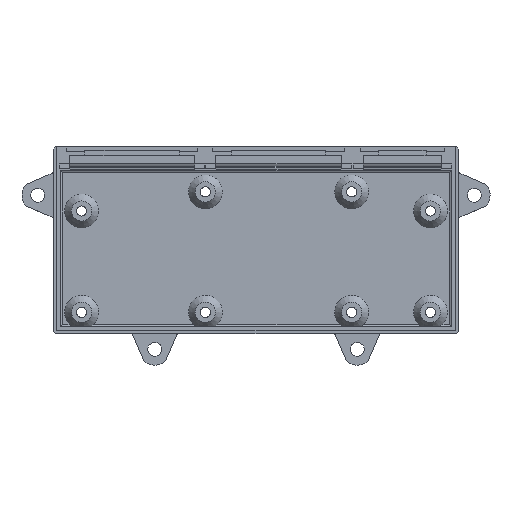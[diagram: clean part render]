
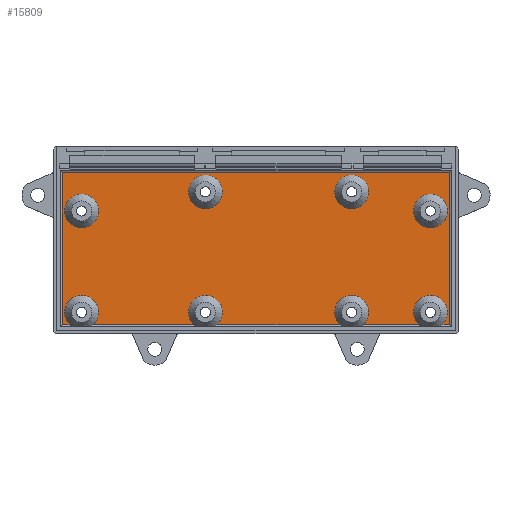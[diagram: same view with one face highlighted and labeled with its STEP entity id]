
A CAD part, top view. The second image highlights one B-rep face of the part: STEP entity #15809.
In plain terms, the highlighted planar face has unit normal (0, 0, 1).
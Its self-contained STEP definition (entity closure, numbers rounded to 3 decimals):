
#1107=FACE_BOUND('',#2785,.T.);
#1108=FACE_BOUND('',#2786,.T.);
#1109=FACE_BOUND('',#2787,.T.);
#1110=FACE_BOUND('',#2788,.T.);
#1155=CIRCLE('',#16379,7.5);
#1157=CIRCLE('',#16382,7.5);
#1158=CIRCLE('',#16383,7.5);
#1159=CIRCLE('',#16384,7.5);
#1160=CIRCLE('',#16385,7.5);
#1161=CIRCLE('',#16386,7.5);
#1162=CIRCLE('',#16387,7.5);
#1163=CIRCLE('',#16388,7.5);
#1164=CIRCLE('',#16389,7.5);
#1165=CIRCLE('',#16390,7.5);
#1166=CIRCLE('',#16391,7.5);
#1167=CIRCLE('',#16392,7.5);
#1876=FACE_OUTER_BOUND('',#2784,.T.);
#2784=EDGE_LOOP('',(#13609,#13610,#13611,#13612,#13613,#13614,#13615,#13616,
#13617,#13618,#13619,#13620,#13621,#13622,#13623,#13624));
#2785=EDGE_LOOP('',(#13625));
#2786=EDGE_LOOP('',(#13626));
#2787=EDGE_LOOP('',(#13627));
#2788=EDGE_LOOP('',(#13628));
#4182=LINE('',#28595,#5756);
#4183=LINE('',#28601,#5757);
#4184=LINE('',#28607,#5758);
#4185=LINE('',#28613,#5759);
#4186=LINE('',#28615,#5760);
#4187=LINE('',#28617,#5761);
#4188=LINE('',#28619,#5762);
#4189=LINE('',#28621,#5763);
#5756=VECTOR('',#18539,1.);
#5757=VECTOR('',#18544,1.);
#5758=VECTOR('',#18549,1.);
#5759=VECTOR('',#18554,1.);
#5760=VECTOR('',#18555,1.);
#5761=VECTOR('',#18556,1.);
#5762=VECTOR('',#18557,1.);
#5763=VECTOR('',#18558,1.);
#7396=VERTEX_POINT('',#28585);
#7398=VERTEX_POINT('',#28591);
#7399=VERTEX_POINT('',#28592);
#7400=VERTEX_POINT('',#28594);
#7401=VERTEX_POINT('',#28596);
#7402=VERTEX_POINT('',#28598);
#7403=VERTEX_POINT('',#28600);
#7404=VERTEX_POINT('',#28602);
#7405=VERTEX_POINT('',#28604);
#7406=VERTEX_POINT('',#28606);
#7407=VERTEX_POINT('',#28608);
#7408=VERTEX_POINT('',#28610);
#7409=VERTEX_POINT('',#28612);
#7410=VERTEX_POINT('',#28614);
#7411=VERTEX_POINT('',#28616);
#7412=VERTEX_POINT('',#28618);
#7413=VERTEX_POINT('',#28620);
#7414=VERTEX_POINT('',#28623);
#7415=VERTEX_POINT('',#28625);
#7416=VERTEX_POINT('',#28627);
#9531=EDGE_CURVE('',#7396,#7396,#1155,.T.);
#9534=EDGE_CURVE('',#7398,#7399,#1157,.T.);
#9535=EDGE_CURVE('',#7398,#7400,#4182,.F.);
#9536=EDGE_CURVE('',#7401,#7400,#1158,.T.);
#9537=EDGE_CURVE('',#7402,#7401,#1159,.T.);
#9538=EDGE_CURVE('',#7402,#7403,#4183,.F.);
#9539=EDGE_CURVE('',#7404,#7403,#1160,.T.);
#9540=EDGE_CURVE('',#7405,#7404,#1161,.T.);
#9541=EDGE_CURVE('',#7405,#7406,#4184,.F.);
#9542=EDGE_CURVE('',#7407,#7406,#1162,.T.);
#9543=EDGE_CURVE('',#7408,#7407,#1163,.T.);
#9544=EDGE_CURVE('',#7408,#7409,#4185,.F.);
#9545=EDGE_CURVE('',#7409,#7410,#4186,.F.);
#9546=EDGE_CURVE('',#7410,#7411,#4187,.T.);
#9547=EDGE_CURVE('',#7411,#7412,#4188,.F.);
#9548=EDGE_CURVE('',#7412,#7413,#4189,.F.);
#9549=EDGE_CURVE('',#7399,#7413,#1164,.T.);
#9550=EDGE_CURVE('',#7414,#7414,#1165,.T.);
#9551=EDGE_CURVE('',#7415,#7415,#1166,.T.);
#9552=EDGE_CURVE('',#7416,#7416,#1167,.T.);
#13609=ORIENTED_EDGE('',*,*,#9534,.F.);
#13610=ORIENTED_EDGE('',*,*,#9535,.T.);
#13611=ORIENTED_EDGE('',*,*,#9536,.F.);
#13612=ORIENTED_EDGE('',*,*,#9537,.F.);
#13613=ORIENTED_EDGE('',*,*,#9538,.T.);
#13614=ORIENTED_EDGE('',*,*,#9539,.F.);
#13615=ORIENTED_EDGE('',*,*,#9540,.F.);
#13616=ORIENTED_EDGE('',*,*,#9541,.T.);
#13617=ORIENTED_EDGE('',*,*,#9542,.F.);
#13618=ORIENTED_EDGE('',*,*,#9543,.F.);
#13619=ORIENTED_EDGE('',*,*,#9544,.T.);
#13620=ORIENTED_EDGE('',*,*,#9545,.T.);
#13621=ORIENTED_EDGE('',*,*,#9546,.T.);
#13622=ORIENTED_EDGE('',*,*,#9547,.T.);
#13623=ORIENTED_EDGE('',*,*,#9548,.T.);
#13624=ORIENTED_EDGE('',*,*,#9549,.F.);
#13625=ORIENTED_EDGE('',*,*,#9550,.F.);
#13626=ORIENTED_EDGE('',*,*,#9551,.F.);
#13627=ORIENTED_EDGE('',*,*,#9552,.F.);
#13628=ORIENTED_EDGE('',*,*,#9531,.F.);
#15031=PLANE('',#16381);
#15809=ADVANCED_FACE('',(#1876,#1107,#1108,#1109,#1110),#15031,.T.);
#16379=AXIS2_PLACEMENT_3D('',#28586,#18530,#18531);
#16381=AXIS2_PLACEMENT_3D('',#28590,#18535,#18536);
#16382=AXIS2_PLACEMENT_3D('',#28593,#18537,#18538);
#16383=AXIS2_PLACEMENT_3D('',#28597,#18540,#18541);
#16384=AXIS2_PLACEMENT_3D('',#28599,#18542,#18543);
#16385=AXIS2_PLACEMENT_3D('',#28603,#18545,#18546);
#16386=AXIS2_PLACEMENT_3D('',#28605,#18547,#18548);
#16387=AXIS2_PLACEMENT_3D('',#28609,#18550,#18551);
#16388=AXIS2_PLACEMENT_3D('',#28611,#18552,#18553);
#16389=AXIS2_PLACEMENT_3D('',#28622,#18559,#18560);
#16390=AXIS2_PLACEMENT_3D('',#28624,#18561,#18562);
#16391=AXIS2_PLACEMENT_3D('',#28626,#18563,#18564);
#16392=AXIS2_PLACEMENT_3D('',#28628,#18565,#18566);
#18530=DIRECTION('center_axis',(0.,0.,1.));
#18531=DIRECTION('ref_axis',(1.,0.,0.));
#18535=DIRECTION('center_axis',(0.,0.,1.));
#18536=DIRECTION('ref_axis',(1.,0.,0.));
#18537=DIRECTION('center_axis',(0.,0.,1.));
#18538=DIRECTION('ref_axis',(1.,0.,0.));
#18539=DIRECTION('',(-1.,0.,0.));
#18540=DIRECTION('center_axis',(0.,0.,1.));
#18541=DIRECTION('ref_axis',(1.,0.,0.));
#18542=DIRECTION('center_axis',(0.,0.,1.));
#18543=DIRECTION('ref_axis',(1.,0.,0.));
#18544=DIRECTION('',(-1.,0.,0.));
#18545=DIRECTION('center_axis',(0.,0.,1.));
#18546=DIRECTION('ref_axis',(1.,0.,0.));
#18547=DIRECTION('center_axis',(0.,0.,1.));
#18548=DIRECTION('ref_axis',(1.,0.,0.));
#18549=DIRECTION('',(-1.,0.,0.));
#18550=DIRECTION('center_axis',(0.,0.,1.));
#18551=DIRECTION('ref_axis',(1.,0.,0.));
#18552=DIRECTION('center_axis',(0.,0.,1.));
#18553=DIRECTION('ref_axis',(1.,0.,0.));
#18554=DIRECTION('',(-1.,0.,0.));
#18555=DIRECTION('',(0.,-1.,0.));
#18556=DIRECTION('',(-1.,0.,0.));
#18557=DIRECTION('',(0.,1.,0.));
#18558=DIRECTION('',(-1.,0.,0.));
#18559=DIRECTION('center_axis',(0.,0.,1.));
#18560=DIRECTION('ref_axis',(1.,0.,0.));
#18561=DIRECTION('center_axis',(0.,0.,1.));
#18562=DIRECTION('ref_axis',(1.,0.,0.));
#18563=DIRECTION('center_axis',(0.,0.,1.));
#18564=DIRECTION('ref_axis',(1.,0.,0.));
#18565=DIRECTION('center_axis',(0.,0.,1.));
#18566=DIRECTION('ref_axis',(1.,0.,0.));
#28585=CARTESIAN_POINT('',(-85.,17.5,-4.2));
#28586=CARTESIAN_POINT('Origin',(-77.5,17.5,-4.2));
#28590=CARTESIAN_POINT('Origin',(0.,0.,-4.2));
#28591=CARTESIAN_POINT('',(-72.401,-33.,-4.2));
#28592=CARTESIAN_POINT('',(-85.,-27.5,-4.2));
#28593=CARTESIAN_POINT('Origin',(-77.5,-27.5,-4.2));
#28594=CARTESIAN_POINT('',(-27.599,-33.,-4.2));
#28595=CARTESIAN_POINT('',(87.,-33.,-4.2));
#28596=CARTESIAN_POINT('',(-30.,-27.5,-4.2));
#28597=CARTESIAN_POINT('Origin',(-22.5,-27.5,-4.2));
#28598=CARTESIAN_POINT('',(-17.401,-33.,-4.2));
#28599=CARTESIAN_POINT('Origin',(-22.5,-27.5,-4.2));
#28600=CARTESIAN_POINT('',(37.401,-33.,-4.2));
#28601=CARTESIAN_POINT('',(87.,-33.,-4.2));
#28602=CARTESIAN_POINT('',(35.,-27.5,-4.2));
#28603=CARTESIAN_POINT('Origin',(42.5,-27.5,-4.2));
#28604=CARTESIAN_POINT('',(47.599,-33.,-4.2));
#28605=CARTESIAN_POINT('Origin',(42.5,-27.5,-4.2));
#28606=CARTESIAN_POINT('',(72.401,-33.,-4.2));
#28607=CARTESIAN_POINT('',(87.,-33.,-4.2));
#28608=CARTESIAN_POINT('',(70.,-27.5,-4.2));
#28609=CARTESIAN_POINT('Origin',(77.5,-27.5,-4.2));
#28610=CARTESIAN_POINT('',(82.599,-33.,-4.2));
#28611=CARTESIAN_POINT('Origin',(77.5,-27.5,-4.2));
#28612=CARTESIAN_POINT('',(86.,-33.,-4.2));
#28613=CARTESIAN_POINT('',(87.,-33.,-4.2));
#28614=CARTESIAN_POINT('',(86.,34.5,-4.2));
#28615=CARTESIAN_POINT('',(86.,35.5,-4.2));
#28616=CARTESIAN_POINT('',(-86.,34.5,-4.2));
#28617=CARTESIAN_POINT('',(0.,34.5,-4.2));
#28618=CARTESIAN_POINT('',(-86.,-33.,-4.2));
#28619=CARTESIAN_POINT('',(-86.,-34.,-4.2));
#28620=CARTESIAN_POINT('',(-82.599,-33.,-4.2));
#28621=CARTESIAN_POINT('',(87.,-33.,-4.2));
#28622=CARTESIAN_POINT('Origin',(-77.5,-27.5,-4.2));
#28623=CARTESIAN_POINT('',(70.,17.5,-4.2));
#28624=CARTESIAN_POINT('Origin',(77.5,17.5,-4.2));
#28625=CARTESIAN_POINT('',(-30.,26.,-4.2));
#28626=CARTESIAN_POINT('Origin',(-22.5,26.,-4.2));
#28627=CARTESIAN_POINT('',(35.,26.,-4.2));
#28628=CARTESIAN_POINT('Origin',(42.5,26.,-4.2));
